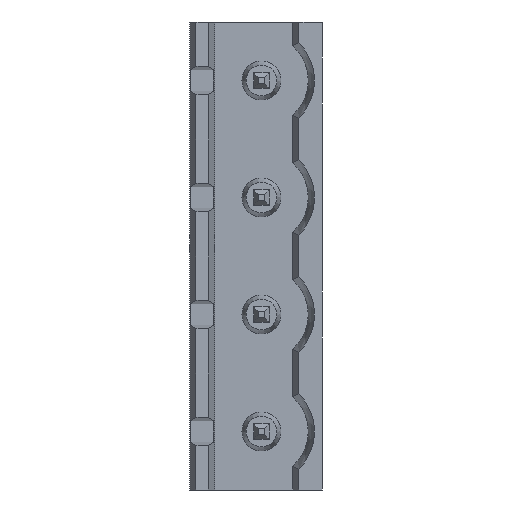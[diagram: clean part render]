
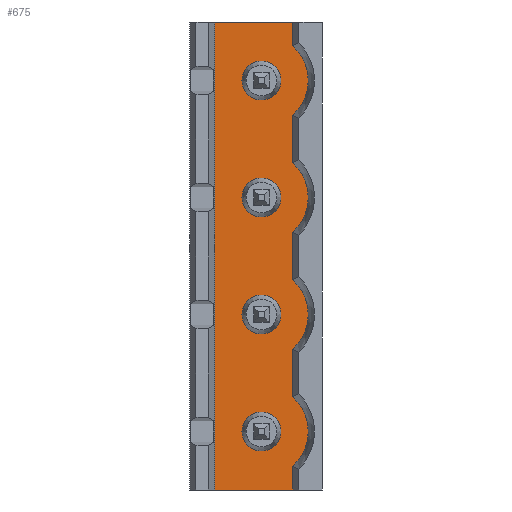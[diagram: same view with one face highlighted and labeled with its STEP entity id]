
A CAD part, left-side view. The second image highlights one B-rep face of the part: STEP entity #675.
In plain terms, the highlighted planar face has unit normal (-1, 0, 0).
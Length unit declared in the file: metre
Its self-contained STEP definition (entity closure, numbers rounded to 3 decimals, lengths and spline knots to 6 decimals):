
#675=ADVANCED_FACE('',(#1449,#1450,#1451,#1452,#1453),#1454,.F.);
#1449=FACE_OUTER_BOUND('',#2322,.T.);
#1450=FACE_BOUND('',#2323,.T.);
#1451=FACE_BOUND('',#2324,.T.);
#1452=FACE_BOUND('',#2325,.T.);
#1453=FACE_BOUND('',#2326,.T.);
#1454=PLANE('',#2327);
#2322=EDGE_LOOP('',(#4342,#4343,#4344,#4345,#4346,#4347,#4348,#4349,#4350,#4351,#4352,#4353));
#2323=EDGE_LOOP('',(#4354));
#2324=EDGE_LOOP('',(#4355));
#2325=EDGE_LOOP('',(#4356));
#2326=EDGE_LOOP('',(#4357));
#2327=AXIS2_PLACEMENT_3D('',#4358,#4359,#4360);
#4342=ORIENTED_EDGE('',*,*,#5950,.T.);
#4343=ORIENTED_EDGE('',*,*,#5870,.F.);
#4344=ORIENTED_EDGE('',*,*,#5948,.T.);
#4345=ORIENTED_EDGE('',*,*,#5511,.F.);
#4346=ORIENTED_EDGE('',*,*,#5699,.T.);
#4347=ORIENTED_EDGE('',*,*,#5562,.F.);
#4348=ORIENTED_EDGE('',*,*,#5273,.T.);
#4349=ORIENTED_EDGE('',*,*,#5716,.F.);
#4350=ORIENTED_EDGE('',*,*,#5908,.F.);
#4351=ORIENTED_EDGE('',*,*,#5745,.F.);
#4352=ORIENTED_EDGE('',*,*,#5951,.F.);
#4353=ORIENTED_EDGE('',*,*,#5952,.T.);
#4354=ORIENTED_EDGE('',*,*,#5338,.F.);
#4355=ORIENTED_EDGE('',*,*,#5425,.F.);
#4356=ORIENTED_EDGE('',*,*,#5540,.F.);
#4357=ORIENTED_EDGE('',*,*,#5953,.T.);
#4358=CARTESIAN_POINT('',(0.202525,0.26311,-0.00508));
#4359=DIRECTION('',(1.0,0.,0.0));
#4360=DIRECTION('',(0.,-1.0,0.0));
#5273=EDGE_CURVE('',#6337,#6335,#6338,.T.);
#5338=EDGE_CURVE('',#6444,#6444,#6445,.T.);
#5425=EDGE_CURVE('',#6600,#6600,#6601,.T.);
#5511=EDGE_CURVE('',#6736,#6738,#6739,.T.);
#5540=EDGE_CURVE('',#6783,#6783,#6784,.T.);
#5562=EDGE_CURVE('',#6337,#6817,#6818,.T.);
#5699=EDGE_CURVE('',#6736,#6817,#7013,.T.);
#5716=EDGE_CURVE('',#7032,#6335,#7034,.T.);
#5745=EDGE_CURVE('',#7077,#7080,#7081,.T.);
#5870=EDGE_CURVE('',#7257,#7258,#7259,.T.);
#5908=EDGE_CURVE('',#7080,#7032,#7301,.T.);
#5948=EDGE_CURVE('',#7257,#6738,#7346,.T.);
#5950=EDGE_CURVE('',#7348,#7258,#7349,.T.);
#5951=EDGE_CURVE('',#7350,#7077,#7351,.T.);
#5952=EDGE_CURVE('',#7350,#7348,#7352,.T.);
#5953=EDGE_CURVE('',#7353,#7353,#7354,.T.);
#6335=VERTEX_POINT('',#7867);
#6337=VERTEX_POINT('',#7870);
#6338=LINE('',#7871,#7872);
#6444=VERTEX_POINT('',#8030);
#6445=CIRCLE('',#8031,0.00125);
#6600=VERTEX_POINT('',#8264);
#6601=CIRCLE('',#8265,0.00125);
#6736=VERTEX_POINT('',#8468);
#6738=VERTEX_POINT('',#8471);
#6739=CIRCLE('',#8472,0.003);
#6783=VERTEX_POINT('',#8537);
#6784=CIRCLE('',#8538,0.00125);
#6817=VERTEX_POINT('',#8588);
#6818=CIRCLE('',#8589,0.003);
#7013=LINE('',#8885,#8886);
#7032=VERTEX_POINT('',#8914);
#7034=LINE('',#8917,#8918);
#7077=VERTEX_POINT('',#8980);
#7080=VERTEX_POINT('',#8984);
#7081=LINE('',#8985,#8986);
#7257=VERTEX_POINT('',#9272);
#7258=VERTEX_POINT('',#9273);
#7259=CIRCLE('',#9274,0.003);
#7301=LINE('',#9338,#9339);
#7346=LINE('',#9402,#9403);
#7348=VERTEX_POINT('',#9405);
#7349=LINE('',#9406,#9407);
#7350=VERTEX_POINT('',#9408);
#7351=LINE('',#9409,#9410);
#7352=CIRCLE('',#9411,0.003);
#7353=VERTEX_POINT('',#9412);
#7354=CIRCLE('',#9413,0.00125);
#7867=CARTESIAN_POINT('',(0.202525,0.25811,0.04693));
#7870=CARTESIAN_POINT('',(0.202525,0.25811,0.045416));
#7871=CARTESIAN_POINT('',(0.202525,0.25811,-0.015241));
#7872=VECTOR('',#9927,1.0);
#8030=CARTESIAN_POINT('',(0.202525,0.25886,0.04318));
#8031=AXIS2_PLACEMENT_3D('',#9980,#9981,#9982);
#8264=CARTESIAN_POINT('',(0.202525,0.25886,0.03568));
#8265=AXIS2_PLACEMENT_3D('',#10064,#10065,#10066);
#8468=CARTESIAN_POINT('',(0.202525,0.25811,0.037916));
#8471=CARTESIAN_POINT('',(0.202525,0.25811,0.033444));
#8472=AXIS2_PLACEMENT_3D('',#10133,#10134,#10135);
#8537=CARTESIAN_POINT('',(0.202525,0.25886,0.02818));
#8538=AXIS2_PLACEMENT_3D('',#10157,#10158,#10159);
#8588=CARTESIAN_POINT('',(0.202525,0.25811,0.040944));
#8589=AXIS2_PLACEMENT_3D('',#10180,#10181,#10182);
#8885=CARTESIAN_POINT('',(0.202525,0.25811,-0.020321));
#8886=VECTOR('',#10284,1.0);
#8914=CARTESIAN_POINT('',(0.202525,0.26311,0.04693));
#8917=CARTESIAN_POINT('',(0.202525,0.26481,0.04693));
#8918=VECTOR('',#10295,1.0);
#8980=CARTESIAN_POINT('',(0.202525,0.25811,0.01693));
#8984=CARTESIAN_POINT('',(0.202525,0.26311,0.01693));
#8985=CARTESIAN_POINT('',(0.202525,0.26481,0.01693));
#8986=VECTOR('',#10322,1.0);
#9272=CARTESIAN_POINT('',(0.202525,0.25811,0.030416));
#9273=CARTESIAN_POINT('',(0.202525,0.25811,0.025944));
#9274=AXIS2_PLACEMENT_3D('',#10413,#10414,#10415);
#9338=CARTESIAN_POINT('',(0.202525,0.26311,-0.00508));
#9339=VECTOR('',#10441,1.0);
#9402=CARTESIAN_POINT('',(0.202525,0.25811,-0.022741));
#9403=VECTOR('',#10463,1.0);
#9405=CARTESIAN_POINT('',(0.202525,0.25811,0.022916));
#9406=CARTESIAN_POINT('',(0.202525,0.25811,-0.030241));
#9407=VECTOR('',#10464,1.0);
#9408=CARTESIAN_POINT('',(0.202525,0.25811,0.018444));
#9409=CARTESIAN_POINT('',(0.202525,0.25811,0.079101));
#9410=VECTOR('',#10465,1.0);
#9411=AXIS2_PLACEMENT_3D('',#10466,#10467,#10468);
#9412=CARTESIAN_POINT('',(0.202525,0.25886,0.02068));
#9413=AXIS2_PLACEMENT_3D('',#10469,#10470,#10471);
#9927=DIRECTION('',(0.0,0.0,1.0));
#9980=CARTESIAN_POINT('',(0.202525,0.26011,0.04318));
#9981=DIRECTION('',(-1.0,0.,0.0));
#9982=DIRECTION('',(0.,-1.0,0.0));
#10064=CARTESIAN_POINT('',(0.202525,0.26011,0.03568));
#10065=DIRECTION('',(-1.0,0.,0.0));
#10066=DIRECTION('',(0.,-1.0,0.0));
#10133=CARTESIAN_POINT('',(0.202525,0.26011,0.03568));
#10134=DIRECTION('',(1.0,0.,-0.0));
#10135=DIRECTION('',(0.,-1.0,0.0));
#10157=CARTESIAN_POINT('',(0.202525,0.26011,0.02818));
#10158=DIRECTION('',(-1.0,0.,0.0));
#10159=DIRECTION('',(0.,-1.0,0.0));
#10180=CARTESIAN_POINT('',(0.202525,0.26011,0.04318));
#10181=DIRECTION('',(1.0,0.,-0.0));
#10182=DIRECTION('',(0.,-1.0,0.0));
#10284=DIRECTION('',(0.0,0.0,1.0));
#10295=DIRECTION('',(0.,-1.0,0.0));
#10322=DIRECTION('',(0.,1.0,0.0));
#10413=CARTESIAN_POINT('',(0.202525,0.26011,0.02818));
#10414=DIRECTION('',(1.0,0.,-0.0));
#10415=DIRECTION('',(0.,-1.0,0.0));
#10441=DIRECTION('',(-0.0,0.0,1.0));
#10463=DIRECTION('',(0.0,0.0,1.0));
#10464=DIRECTION('',(0.0,0.0,1.0));
#10465=DIRECTION('',(0.0,0.0,-1.0));
#10466=CARTESIAN_POINT('',(0.202525,0.26011,0.02068));
#10467=DIRECTION('',(-1.0,0.,0.0));
#10468=DIRECTION('',(0.,-1.0,0.0));
#10469=CARTESIAN_POINT('',(0.202525,0.26011,0.02068));
#10470=DIRECTION('',(1.0,0.,-0.0));
#10471=DIRECTION('',(0.,-1.0,0.0));
